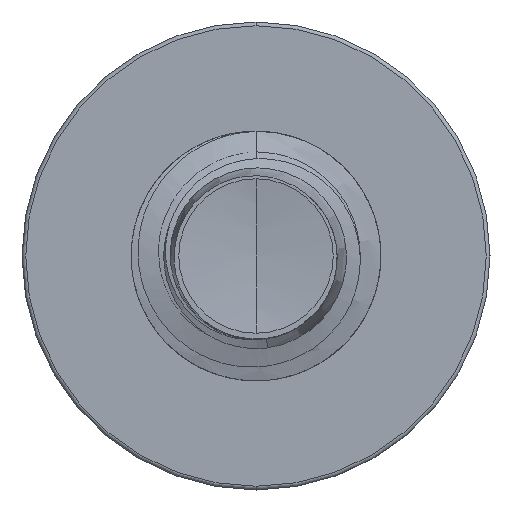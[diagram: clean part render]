
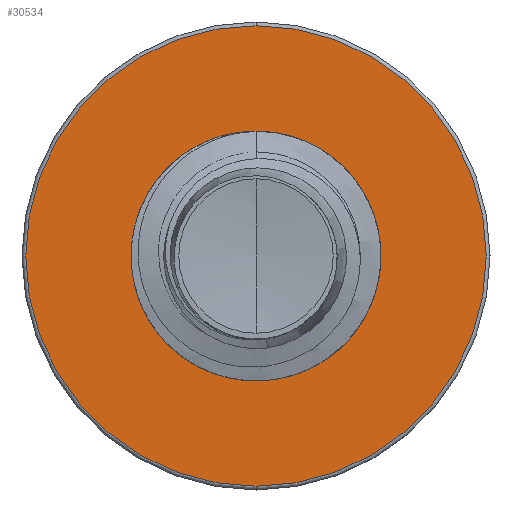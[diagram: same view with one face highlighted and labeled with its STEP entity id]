
A CAD part, front view. The second image highlights one B-rep face of the part: STEP entity #30534.
In plain terms, the highlighted planar face has unit normal (0, -1, 0).
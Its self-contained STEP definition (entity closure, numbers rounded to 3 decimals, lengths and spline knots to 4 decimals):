
#793 = DIRECTION ( 'NONE',  ( 0., 0., 1. ) ) ;
#822 = DIRECTION ( 'NONE',  ( 0., 1., 0. ) ) ;
#863 = CARTESIAN_POINT ( 'NONE',  ( 0., 9., 0. ) ) ;
#913 = DIRECTION ( 'NONE',  ( 0., 1., 0. ) ) ;
#1202 = DIRECTION ( 'NONE',  ( 0., 0., 1. ) ) ;
#2213 = EDGE_CURVE ( 'NONE', #24991, #13744, #14558, .T. ) ;
#2384 = EDGE_CURVE ( 'NONE', #16989, #32256, #13746, .T. ) ;
#2889 = ORIENTED_EDGE ( 'NONE', *, *, #2213, .T. ) ;
#7467 = CARTESIAN_POINT ( 'NONE',  ( 0., 9., 0. ) ) ;
#7481 = CARTESIAN_POINT ( 'NONE',  ( 0., 9., -0.7992 ) ) ;
#10182 = DIRECTION ( 'NONE',  ( 0., 0., 1. ) ) ;
#13744 = VERTEX_POINT ( 'NONE', #7481 ) ;
#13746 = CIRCLE ( 'NONE', #26775, 1.476 ) ;
#14303 = EDGE_LOOP ( 'NONE', ( #2889, #26379 ) ) ;
#14408 = CIRCLE ( 'NONE', #18563, 1.476 ) ;
#14535 = CARTESIAN_POINT ( 'NONE',  ( 0., 9., -0.7992 ) ) ;
#14558 = CIRCLE ( 'NONE', #17240, 0.7992 ) ;
#15115 = EDGE_LOOP ( 'NONE', ( #19313, #26294 ) ) ;
#15624 = AXIS2_PLACEMENT_3D ( 'NONE', #14535, #913, #19561 ) ;
#16989 = VERTEX_POINT ( 'NONE', #20964 ) ;
#17240 = AXIS2_PLACEMENT_3D ( 'NONE', #30926, #30183, #30141 ) ;
#17331 = DIRECTION ( 'NONE',  ( 0., 1., 0. ) ) ;
#18160 = CARTESIAN_POINT ( 'NONE',  ( 0., 9., 0.7992 ) ) ;
#18563 = AXIS2_PLACEMENT_3D ( 'NONE', #7467, #25060, #10182 ) ;
#19313 = ORIENTED_EDGE ( 'NONE', *, *, #27282, .F. ) ;
#19561 = DIRECTION ( 'NONE',  ( 0., 0., 1. ) ) ;
#20587 = FACE_BOUND ( 'NONE', #14303, .T. ) ;
#20964 = CARTESIAN_POINT ( 'NONE',  ( 0., 9., -1.476 ) ) ;
#22876 = EDGE_CURVE ( 'NONE', #13744, #24991, #25111, .T. ) ;
#24991 = VERTEX_POINT ( 'NONE', #18160 ) ;
#25060 = DIRECTION ( 'NONE',  ( 0., 1., 0. ) ) ;
#25111 = CIRCLE ( 'NONE', #28175, 0.7992 ) ;
#26294 = ORIENTED_EDGE ( 'NONE', *, *, #2384, .F. ) ;
#26379 = ORIENTED_EDGE ( 'NONE', *, *, #22876, .T. ) ;
#26775 = AXIS2_PLACEMENT_3D ( 'NONE', #863, #822, #793 ) ;
#27282 = EDGE_CURVE ( 'NONE', #32256, #16989, #14408, .T. ) ;
#27521 = FACE_OUTER_BOUND ( 'NONE', #15115, .T. ) ;
#28175 = AXIS2_PLACEMENT_3D ( 'NONE', #31509, #17331, #1202 ) ;
#28626 = PLANE ( 'NONE',  #15624 ) ;
#30141 = DIRECTION ( 'NONE',  ( 0., 0., 1. ) ) ;
#30183 = DIRECTION ( 'NONE',  ( 0., 1., 0. ) ) ;
#30511 = CARTESIAN_POINT ( 'NONE',  ( 0., 9., 1.476 ) ) ;
#30534 = ADVANCED_FACE ( 'NONE', ( #27521, #20587 ), #28626, .F. ) ;
#30926 = CARTESIAN_POINT ( 'NONE',  ( 0., 9., 0. ) ) ;
#31509 = CARTESIAN_POINT ( 'NONE',  ( 0., 9., 0. ) ) ;
#32256 = VERTEX_POINT ( 'NONE', #30511 ) ;
